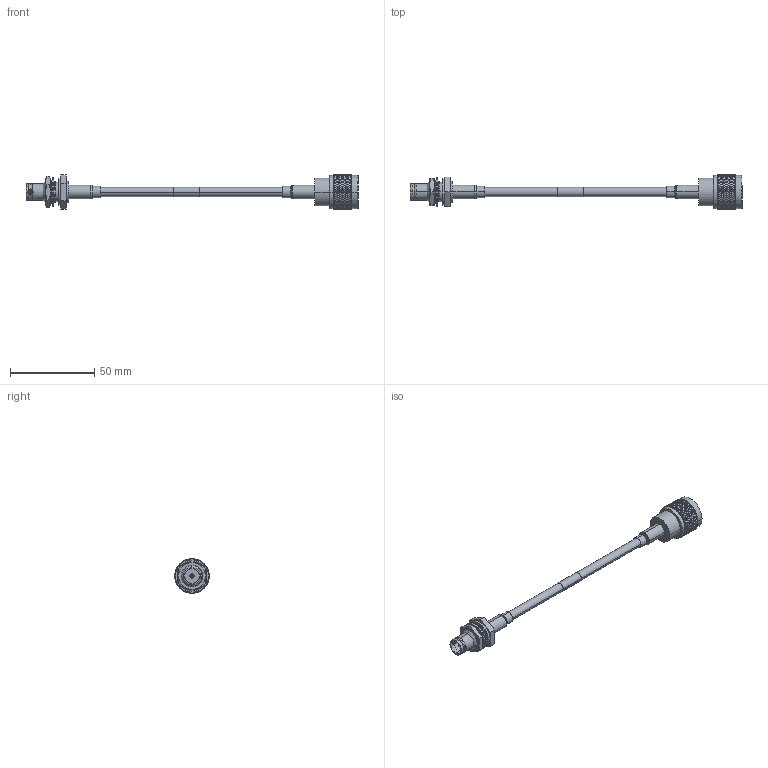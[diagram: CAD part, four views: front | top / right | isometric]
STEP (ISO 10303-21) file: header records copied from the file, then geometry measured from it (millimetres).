
FILE_DESCRIPTION (( 'STEP AP203' ), '1' );
FILE_NAME ('FMCA2717.STEP', '2022-03-09T17:34:22', ( '' ), ( '' ), 'SwSTEP 2.0', 'SolidWorks 2021', '' );
FILE_SCHEMA (( 'CONFIG_CONTROL_DESIGN' ));
Length unit declared in the file: millimetre
Products named in the file (5): FMCN1571_Assemble; SC9107; RG223_with label; CA-240-MA1_.75" Long; FMCA2717
Assembly tree (5 placements, depth 2):
  FMCA2717
    RG223_with label
    FMCN1571_Assemble
    SC9107
    CA-240-MA1_.75" Long  x2
Bounding box: 196.92 x 20.32 x 20.32 mm (x, y, z)
Volume: 11913 mm3; surface area: 14027.6 mm2
Topology: 16 solids, 17 shells, 2863 faces, 6215 edges, 3407 vertices
Faces by surface type: bspline 1795, cylinder 607, plane 306, cone 127, torus 28
Entity records: 106301 total; most frequent: CARTESIAN_POINT 64057, ORIENTED_EDGE 12342, EDGE_CURVE 6171, DIRECTION 4129, VERTEX_POINT 3383, EDGE_LOOP 2886, ADVANCED_FACE 2841, FACE_OUTER_BOUND 2841
